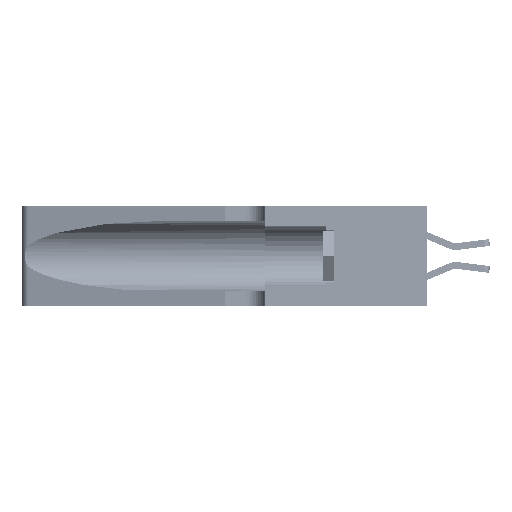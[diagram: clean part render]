
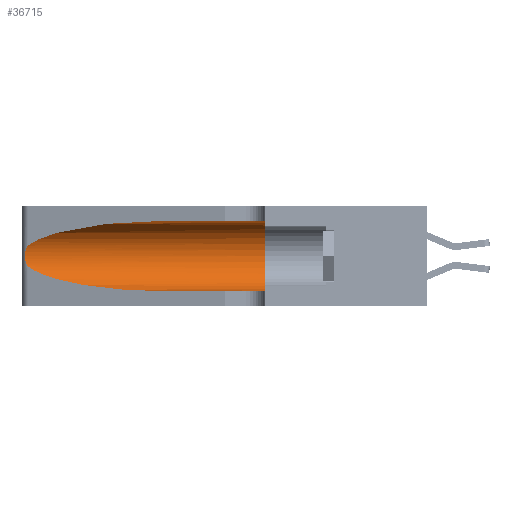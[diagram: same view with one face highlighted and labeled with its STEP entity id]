
A CAD part, left-side view. The second image highlights one B-rep face of the part: STEP entity #36715.
In plain terms, the highlighted cylindrical face has radius 3.308 mm (diameter 6.617 mm), a partial arc.
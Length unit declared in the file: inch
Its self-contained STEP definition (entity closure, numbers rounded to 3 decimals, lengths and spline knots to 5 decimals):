
#457 = ORIENTED_EDGE ( 'NONE', *, *, #40041, .T. ) ;
#1019 = ORIENTED_EDGE ( 'NONE', *, *, #32106, .F. ) ;
#1054 = ORIENTED_EDGE ( 'NONE', *, *, #3855, .T. ) ;
#1082 = CARTESIAN_POINT ( 'NONE',  ( 0.25856, 1.23593, 0.16098 ) ) ;
#1442 =( BOUNDED_CURVE ( )  B_SPLINE_CURVE ( 3, ( #1632, #12029, #22387, #1780 ),
 .UNSPECIFIED., .F., .F. ) 
 B_SPLINE_CURVE_WITH_KNOTS ( ( 4, 4 ),
 ( 3.44316, 4.71239 ),
 .UNSPECIFIED. ) 
 CURVE ( )  GEOMETRIC_REPRESENTATION_ITEM ( )  RATIONAL_B_SPLINE_CURVE ( ( 1., 0.87, 0.87, 1. ) ) 
 REPRESENTATION_ITEM ( '' )  );
#1632 = CARTESIAN_POINT ( 'NONE',  ( 0.25487, 1.22718, 0.14631 ) ) ;
#1670 = CIRCLE ( 'NONE', #37141, 0.13025 ) ;
#1780 = CARTESIAN_POINT ( 'NONE',  ( 0.1305, 0.72297, 0.05475 ) ) ;
#3855 = EDGE_CURVE ( 'NONE', #4192, #35950, #36798, .T. ) ;
#4041 = DIRECTION ( 'NONE',  ( 0., -1., 0. ) ) ;
#4192 = VERTEX_POINT ( 'NONE', #4801 ) ;
#4571 = CARTESIAN_POINT ( 'NONE',  ( 0.25639, 1.23186, 0.15144 ) ) ;
#4801 = CARTESIAN_POINT ( 'NONE',  ( 0.1305, 0.72297, 0.31525 ) ) ;
#8045 = CARTESIAN_POINT ( 'NONE',  ( 0.25487, 1.22718, 0.14631 ) ) ;
#8422 = ORIENTED_EDGE ( 'NONE', *, *, #13129, .T. ) ;
#9140 = DIRECTION ( 'NONE',  ( 0., -1., 0. ) ) ;
#11318 = CARTESIAN_POINT ( 'NONE',  ( 0.25639, 1.23184, 0.21858 ) ) ;
#11886 = VERTEX_POINT ( 'NONE', #18169 ) ;
#12029 = CARTESIAN_POINT ( 'NONE',  ( 0.2373, 1.15595, 0.08982 ) ) ;
#13129 = EDGE_CURVE ( 'NONE', #35950, #11886, #33475, .T. ) ;
#13237 = CARTESIAN_POINT ( 'NONE',  ( 0.2373, 1.15595, 0.28018 ) ) ;
#14302 = CYLINDRICAL_SURFACE ( 'NONE', #25099, 0.13025 ) ;
#14792 = CARTESIAN_POINT ( 'NONE',  ( 0.25854, 1.2359, 0.20912 ) ) ;
#14827 = VERTEX_POINT ( 'NONE', #33493 ) ;
#18169 = CARTESIAN_POINT ( 'NONE',  ( 0.25487, 1.22718, 0.14631 ) ) ;
#18233 = CARTESIAN_POINT ( 'NONE',  ( 0.26075, 1.23896, 0.19203 ) ) ;
#20152 = CARTESIAN_POINT ( 'NONE',  ( 0.1305, 0.72297, 0.31525 ) ) ;
#20402 = LINE ( 'NONE', #35048, #38720 ) ;
#20569 = DIRECTION ( 'NONE',  ( 0., 1., 0. ) ) ;
#21027 = EDGE_LOOP ( 'NONE', ( #1054, #8422, #40228, #457, #1019, #27102 ) ) ;
#21685 = CARTESIAN_POINT ( 'NONE',  ( 0.26017, 1.23833, 0.17102 ) ) ;
#22154 = EDGE_CURVE ( 'NONE', #11886, #14827, #1442, .T. ) ;
#22197 = EDGE_CURVE ( 'NONE', #4192, #37358, #20402, .T. ) ;
#22387 = CARTESIAN_POINT ( 'NONE',  ( 0.18966, 0.96281, 0.05475 ) ) ;
#22993 = DIRECTION ( 'NONE',  ( 0., 0., 1. ) ) ;
#23314 = DIRECTION ( 'NONE',  ( 0., 0., -1. ) ) ;
#24883 = VERTEX_POINT ( 'NONE', #31671 ) ;
#25099 = AXIS2_PLACEMENT_3D ( 'NONE', #43297, #36429, #23314 ) ;
#25158 = CARTESIAN_POINT ( 'NONE',  ( 0.25789, 1.23486, 0.15765 ) ) ;
#27102 = ORIENTED_EDGE ( 'NONE', *, *, #22197, .F. ) ;
#28467 = CARTESIAN_POINT ( 'NONE',  ( 0.25487, 1.22718, 0.22369 ) ) ;
#28633 = CARTESIAN_POINT ( 'NONE',  ( 0.25555, 1.22993, 0.14849 ) ) ;
#29745 = CARTESIAN_POINT ( 'NONE',  ( 0.1305, 1.61858, 0.05475 ) ) ;
#31399 = LINE ( 'NONE', #29745, #41611 ) ;
#31671 = CARTESIAN_POINT ( 'NONE',  ( 0.1305, 0.35, 0.05475 ) ) ;
#31935 = CARTESIAN_POINT ( 'NONE',  ( 0.25555, 1.22994, 0.2215 ) ) ;
#32106 = EDGE_CURVE ( 'NONE', #37358, #24883, #1670, .T. ) ;
#32620 = FACE_OUTER_BOUND ( 'NONE', #21027, .T. ) ;
#33475 = B_SPLINE_CURVE_WITH_KNOTS ( 'NONE', 3,
 ( #28467, #31935, #11318, #35425, #14792, #38874, #18233, #42289, #21685, #1082, #25158, #4571, #28633, #8045 ),
 .UNSPECIFIED., .F., .F.,
 ( 4, 2, 2, 2, 2, 2, 4 ),
 ( 0., 0.00027, 0.00053, 0.00107, 0.0016, 0.00187, 0.00214 ),
 .UNSPECIFIED. ) ;
#33493 = CARTESIAN_POINT ( 'NONE',  ( 0.1305, 0.72297, 0.05475 ) ) ;
#33867 = CARTESIAN_POINT ( 'NONE',  ( 0.18966, 0.96281, 0.31525 ) ) ;
#35048 = CARTESIAN_POINT ( 'NONE',  ( 0.1305, 1.61858, 0.31525 ) ) ;
#35425 = CARTESIAN_POINT ( 'NONE',  ( 0.25787, 1.23484, 0.2124 ) ) ;
#35950 = VERTEX_POINT ( 'NONE', #39490 ) ;
#36429 = DIRECTION ( 'NONE',  ( 0., -1., 0. ) ) ;
#36715 = ADVANCED_FACE ( 'NONE', ( #32620 ), #14302, .F. ) ;
#36798 =( BOUNDED_CURVE ( )  B_SPLINE_CURVE ( 3, ( #20152, #33867, #13237, #44196 ),
 .UNSPECIFIED., .F., .F. ) 
 B_SPLINE_CURVE_WITH_KNOTS ( ( 4, 4 ),
 ( 1.5708, 2.84003 ),
 .UNSPECIFIED. ) 
 CURVE ( )  GEOMETRIC_REPRESENTATION_ITEM ( )  RATIONAL_B_SPLINE_CURVE ( ( 1., 0.87, 0.87, 1. ) ) 
 REPRESENTATION_ITEM ( '' )  );
#36985 = CARTESIAN_POINT ( 'NONE',  ( 0.1305, 0.35, 0.31525 ) ) ;
#37141 = AXIS2_PLACEMENT_3D ( 'NONE', #41187, #20569, #22993 ) ;
#37358 = VERTEX_POINT ( 'NONE', #36985 ) ;
#38720 = VECTOR ( 'NONE', #4041, 39.37008 ) ;
#38874 = CARTESIAN_POINT ( 'NONE',  ( 0.26018, 1.23835, 0.19895 ) ) ;
#39490 = CARTESIAN_POINT ( 'NONE',  ( 0.25487, 1.22718, 0.22369 ) ) ;
#40041 = EDGE_CURVE ( 'NONE', #14827, #24883, #31399, .T. ) ;
#40228 = ORIENTED_EDGE ( 'NONE', *, *, #22154, .T. ) ;
#41187 = CARTESIAN_POINT ( 'NONE',  ( 0.1305, 0.35, 0.185 ) ) ;
#41611 = VECTOR ( 'NONE', #9140, 39.37008 ) ;
#42289 = CARTESIAN_POINT ( 'NONE',  ( 0.26075, 1.23896, 0.178 ) ) ;
#43297 = CARTESIAN_POINT ( 'NONE',  ( 0.1305, 1.61858, 0.185 ) ) ;
#44196 = CARTESIAN_POINT ( 'NONE',  ( 0.25487, 1.22718, 0.22369 ) ) ;
